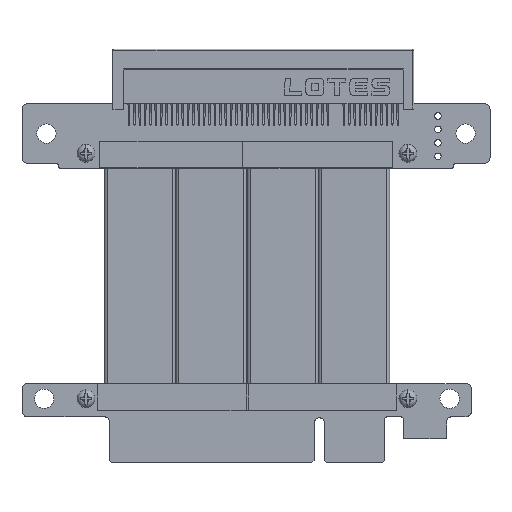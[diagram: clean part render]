
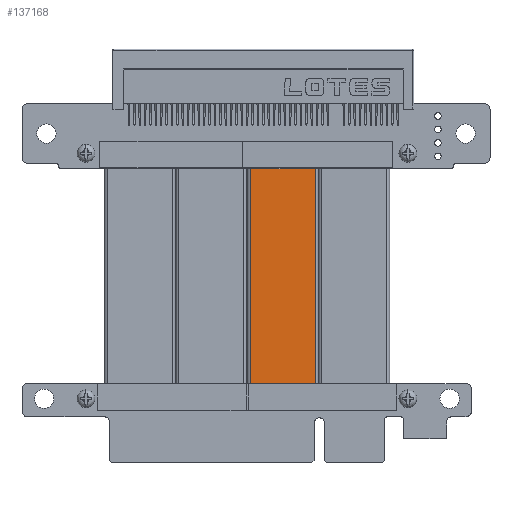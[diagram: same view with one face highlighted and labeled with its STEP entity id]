
A CAD part, top view. The second image highlights one B-rep face of the part: STEP entity #137168.
In plain terms, the highlighted face is planar.
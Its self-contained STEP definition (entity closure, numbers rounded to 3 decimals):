
#137131 = VERTEX_POINT('',#137132);
#137132 = CARTESIAN_POINT('',(12.065,-1.4,-43.));
#137150 = VERTEX_POINT('',#137151);
#137151 = CARTESIAN_POINT('',(12.065,-1.4,0.));
#137158 = EDGE_CURVE('',#137131,#137150,#137159,.T.);
#137159 = LINE('',#137160,#137161);
#137160 = CARTESIAN_POINT('',(12.065,-1.4,-43.));
#137161 = VECTOR('',#137162,1.);
#137162 = DIRECTION('',(0.,0.,1.));
#137168 = ADVANCED_FACE('',(#137169),#137194,.T.);
#137169 = FACE_BOUND('',#137170,.T.);
#137170 = EDGE_LOOP('',(#137171,#137179,#137187,#137193));
#137171 = ORIENTED_EDGE('',*,*,#137172,.F.);
#137172 = EDGE_CURVE('',#137173,#137150,#137175,.T.);
#137173 = VERTEX_POINT('',#137174);
#137174 = CARTESIAN_POINT('',(0.,-1.4,
    0.));
#137175 = LINE('',#137176,#137177);
#137176 = CARTESIAN_POINT('',(6.032,-1.4,0.));
#137177 = VECTOR('',#137178,1.);
#137178 = DIRECTION('',(1.,0.,0.));
#137179 = ORIENTED_EDGE('',*,*,#137180,.F.);
#137180 = EDGE_CURVE('',#137181,#137173,#137183,.T.);
#137181 = VERTEX_POINT('',#137182);
#137182 = CARTESIAN_POINT('',(0.,-1.4,-43.)
  );
#137183 = LINE('',#137184,#137185);
#137184 = CARTESIAN_POINT('',(0.,-1.4,-43.)
  );
#137185 = VECTOR('',#137186,1.);
#137186 = DIRECTION('',(0.,0.,1.));
#137187 = ORIENTED_EDGE('',*,*,#137188,.T.);
#137188 = EDGE_CURVE('',#137181,#137131,#137189,.T.);
#137189 = LINE('',#137190,#137191);
#137190 = CARTESIAN_POINT('',(12.065,-1.4,-43.));
#137191 = VECTOR('',#137192,1.);
#137192 = DIRECTION('',(1.,0.,0.));
#137193 = ORIENTED_EDGE('',*,*,#137158,.T.);
#137194 = PLANE('',#137195);
#137195 = AXIS2_PLACEMENT_3D('',#137196,#137197,#137198);
#137196 = CARTESIAN_POINT('',(6.032,-1.4,-43.));
#137197 = DIRECTION('',(0.,-1.,0.));
#137198 = DIRECTION('',(0.,0.,-1.));
